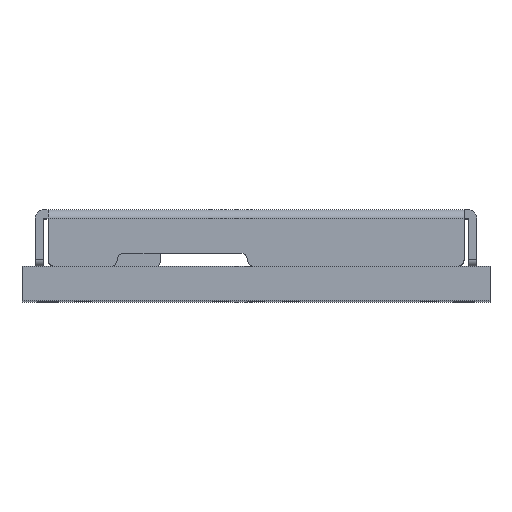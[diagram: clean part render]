
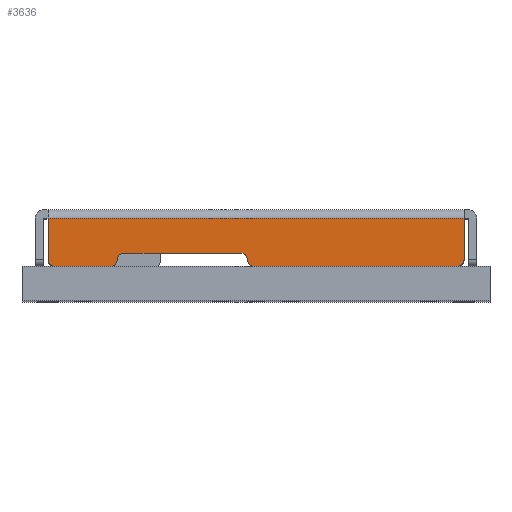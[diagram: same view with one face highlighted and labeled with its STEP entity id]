
A CAD part, top view. The second image highlights one B-rep face of the part: STEP entity #3636.
In plain terms, the highlighted planar face has unit normal (0, 0, 1).
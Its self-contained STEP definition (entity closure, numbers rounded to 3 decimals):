
#47=DIRECTION('',(1.,0.,0.));
#48=VECTOR('',#47,1.3);
#49=CARTESIAN_POINT('',(-4.65,0.,8.25));
#50=LINE('',#49,#48);
#63=DIRECTION('',(1.,0.,0.));
#64=VECTOR('',#63,4.7);
#65=CARTESIAN_POINT('',(-0.05,0.,8.25));
#66=LINE('',#65,#64);
#945=DIRECTION('',(0.,1.,0.));
#946=VECTOR('',#945,0.95);
#947=CARTESIAN_POINT('',(4.8,0.15,8.25));
#948=LINE('',#947,#946);
#958=CARTESIAN_POINT('',(-4.65,0.15,8.25));
#959=DIRECTION('',(0.,0.,1.));
#960=DIRECTION('',(-1.,0.,0.));
#961=AXIS2_PLACEMENT_3D('',#958,#959,#960);
#963=DIRECTION('',(1.,0.,0.));
#964=VECTOR('',#963,9.6);
#965=CARTESIAN_POINT('',(-4.8,1.1,8.25));
#966=LINE('',#965,#964);
#967=CARTESIAN_POINT('',(4.65,0.15,8.25));
#968=DIRECTION('',(0.,0.,1.));
#969=DIRECTION('',(0.,-1.,0.));
#970=AXIS2_PLACEMENT_3D('',#967,#968,#969);
#972=CARTESIAN_POINT('',(-0.05,0.15,8.25));
#973=DIRECTION('',(0.,0.,1.));
#974=DIRECTION('',(-1.,0.,0.));
#975=AXIS2_PLACEMENT_3D('',#972,#973,#974);
#977=DIRECTION('',(-1.,0.,0.));
#978=VECTOR('',#977,2.7);
#979=CARTESIAN_POINT('',(-0.35,0.3,8.25));
#980=LINE('',#979,#978);
#981=CARTESIAN_POINT('',(-3.35,0.15,8.25));
#982=DIRECTION('',(0.,0.,1.));
#983=DIRECTION('',(0.,-1.,0.));
#984=AXIS2_PLACEMENT_3D('',#981,#982,#983);
#1027=DIRECTION('',(0.,-1.,0.));
#1028=VECTOR('',#1027,0.95);
#1029=CARTESIAN_POINT('',(-4.8,1.1,8.25));
#1030=LINE('',#1029,#1028);
#1035=CARTESIAN_POINT('',(-3.05,0.15,8.25));
#1036=DIRECTION('',(0.,0.,-1.));
#1037=DIRECTION('',(-1.,0.,0.));
#1038=AXIS2_PLACEMENT_3D('',#1035,#1036,#1037);
#1062=CARTESIAN_POINT('',(-0.35,0.15,8.25));
#1063=DIRECTION('',(0.,0.,-1.));
#1064=DIRECTION('',(0.,1.,0.));
#1065=AXIS2_PLACEMENT_3D('',#1062,#1063,#1064);
#2556=CARTESIAN_POINT('',(4.8,1.1,8.25));
#2558=VERTEX_POINT('',#2556);
#2559=CARTESIAN_POINT('',(-4.8,1.1,8.25));
#2560=VERTEX_POINT('',#2559);
#2599=CARTESIAN_POINT('',(-0.35,0.3,8.25));
#2601=VERTEX_POINT('',#2599);
#2603=CARTESIAN_POINT('',(-3.05,0.3,8.25));
#2605=VERTEX_POINT('',#2603);
#2652=CARTESIAN_POINT('',(4.8,0.15,8.25));
#2654=VERTEX_POINT('',#2652);
#2655=CARTESIAN_POINT('',(-4.8,0.15,8.25));
#2657=VERTEX_POINT('',#2655);
#2659=CARTESIAN_POINT('',(-0.2,0.15,8.25));
#2661=VERTEX_POINT('',#2659);
#2664=CARTESIAN_POINT('',(-3.2,0.15,8.25));
#2666=VERTEX_POINT('',#2664);
#2679=CARTESIAN_POINT('',(-4.65,0.,8.25));
#2680=CARTESIAN_POINT('',(-3.35,0.,8.25));
#2681=VERTEX_POINT('',#2679);
#2682=VERTEX_POINT('',#2680);
#2683=CARTESIAN_POINT('',(-0.05,0.,8.25));
#2684=CARTESIAN_POINT('',(4.65,0.,8.25));
#2685=VERTEX_POINT('',#2683);
#2686=VERTEX_POINT('',#2684);
#3610=CARTESIAN_POINT('',(-5.1,1.1,8.25));
#3611=DIRECTION('',(0.,0.,1.));
#3612=DIRECTION('',(1.,0.,0.));
#3613=AXIS2_PLACEMENT_3D('',#3610,#3611,#3612);
#3614=PLANE('',#3613);
#3615=ORIENTED_EDGE('',*,*,#2764,.F.);
#3617=ORIENTED_EDGE('',*,*,#3616,.F.);
#3619=ORIENTED_EDGE('',*,*,#3618,.F.);
#3620=ORIENTED_EDGE('',*,*,#3569,.T.);
#3621=ORIENTED_EDGE('',*,*,#3584,.F.);
#3622=ORIENTED_EDGE('',*,*,#3602,.F.);
#3623=ORIENTED_EDGE('',*,*,#2774,.F.);
#3625=ORIENTED_EDGE('',*,*,#3624,.F.);
#3627=ORIENTED_EDGE('',*,*,#3626,.F.);
#3629=ORIENTED_EDGE('',*,*,#3628,.T.);
#3631=ORIENTED_EDGE('',*,*,#3630,.F.);
#3633=ORIENTED_EDGE('',*,*,#3632,.F.);
#3634=EDGE_LOOP('',(#3615,#3617,#3619,#3620,#3621,#3622,#3623,#3625,#3627,#3629,
#3631,#3633));
#3635=FACE_OUTER_BOUND('',#3634,.F.);
#962=CIRCLE('',#961,0.15);
#971=CIRCLE('',#970,0.15);
#976=CIRCLE('',#975,0.15);
#985=CIRCLE('',#984,0.15);
#1039=CIRCLE('',#1038,0.15);
#1066=CIRCLE('',#1065,0.15);
#2764=EDGE_CURVE('',#2681,#2682,#50,.T.);
#2774=EDGE_CURVE('',#2685,#2686,#66,.T.);
#3569=EDGE_CURVE('',#2560,#2558,#966,.T.);
#3584=EDGE_CURVE('',#2654,#2558,#948,.T.);
#3602=EDGE_CURVE('',#2686,#2654,#971,.T.);
#3616=EDGE_CURVE('',#2657,#2681,#962,.T.);
#3618=EDGE_CURVE('',#2560,#2657,#1030,.T.);
#3624=EDGE_CURVE('',#2661,#2685,#976,.T.);
#3626=EDGE_CURVE('',#2601,#2661,#1066,.T.);
#3628=EDGE_CURVE('',#2601,#2605,#980,.T.);
#3630=EDGE_CURVE('',#2666,#2605,#1039,.T.);
#3632=EDGE_CURVE('',#2682,#2666,#985,.T.);
#3636=ADVANCED_FACE('',(#3635),#3614,.T.);
